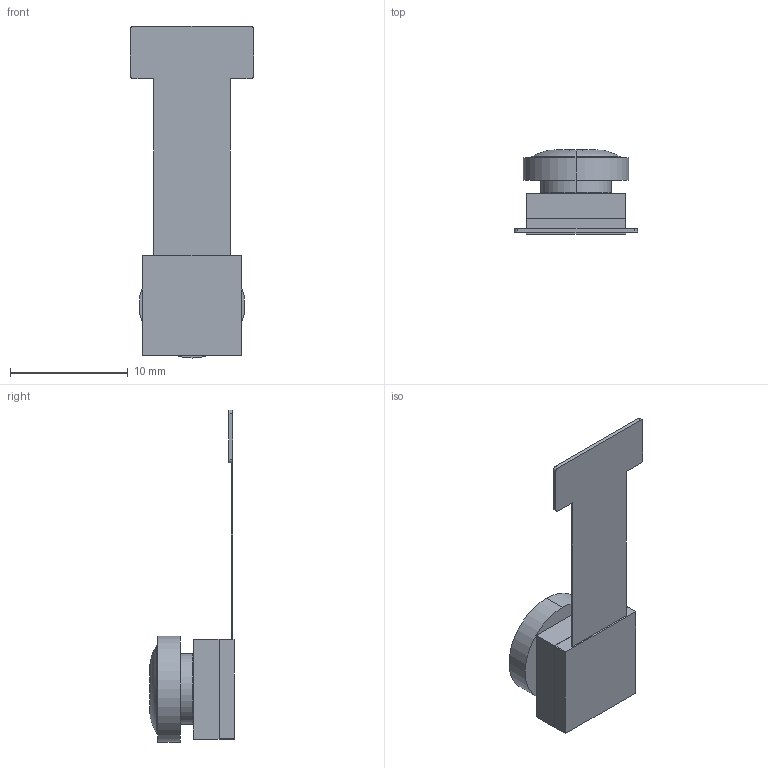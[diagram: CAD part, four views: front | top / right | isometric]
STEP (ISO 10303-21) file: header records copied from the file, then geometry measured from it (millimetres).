
FILE_DESCRIPTION (( 'STEP AP214' ), '1' );
FILE_NAME ('B0329.STEP', '2022-10-11T02:05:50', ( '' ), ( '' ), 'SwSTEP 2.0', 'SolidWorks 2021', '' );
FILE_SCHEMA (( 'AUTOMOTIVE_DESIGN' ));
Length unit declared in the file: millimetre
Products named in the file (1): B0329
Bounding box: 10.5 x 7.2 x 28.25 mm (x, y, z)
Volume: 424.7 mm3; surface area: 1018.4 mm2
Topology: 4 solids, 4 shells, 63 faces, 144 edges, 96 vertices
Faces by surface type: plane 29, cylinder 24, sphere 4, torus 4, cone 2
Entity records: 1909 total; most frequent: DIRECTION 338, CARTESIAN_POINT 304, ORIENTED_EDGE 288, EDGE_CURVE 144, AXIS2_PLACEMENT_3D 130, VERTEX_POINT 96, LINE 78, VECTOR 78
